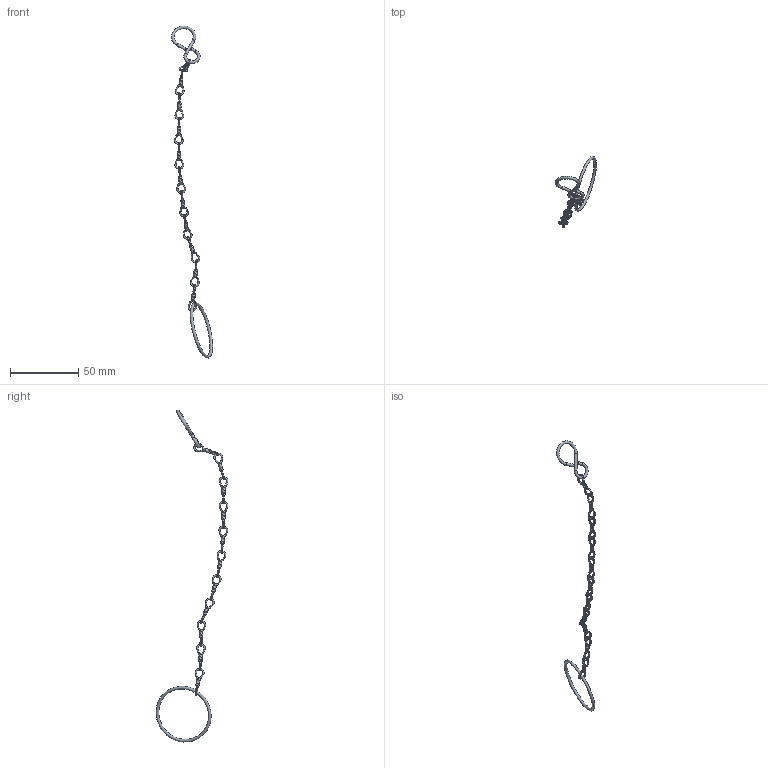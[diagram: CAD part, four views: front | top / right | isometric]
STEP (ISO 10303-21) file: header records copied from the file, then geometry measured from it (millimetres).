
FILE_DESCRIPTION(/* description */ (''),/* implementation_level */ '2;1');
FILE_NAME(/* name */ 'vkm-k.stp',/* time_stamp */ '2020-03-31T09:55:02+02:00',/* author */ ('schnellinger'),/* organization */ (''),/* preprocessor_version */ 'ST-DEVELOPER v17',/* originating_system */ 'Autodesk Inventor 2018',/* authorisation */ '0 mm^3');
FILE_SCHEMA (('AUTOMOTIVE_DESIGN { 1 0 10303 214 3 1 1 }'));
Length unit declared in the file: millimetre
Products named in the file (1): 20050905G0000001-00_Shrinkwrap_1
Bounding box: 30.2 x 52.68 x 243.43 mm (x, y, z)
Volume: 1153.6 mm3; surface area: 3350.4 mm2
Topology: 13 solids, 13 shells, 316 faces, 994 edges, 658 vertices
Faces by surface type: bspline 308, torus 3, cylinder 3, plane 2
Full cylindrical faces by diameter (mm): 2 x3
Entity records: 42381 total; most frequent: CARTESIAN_POINT 34194, ORIENTED_EDGE 1988, DIRECTION 1321, EDGE_CURVE 994, VERTEX_POINT 658, AXIS2_PLACEMENT_3D 615, EDGE_LOOP 338, STYLED_ITEM 329
